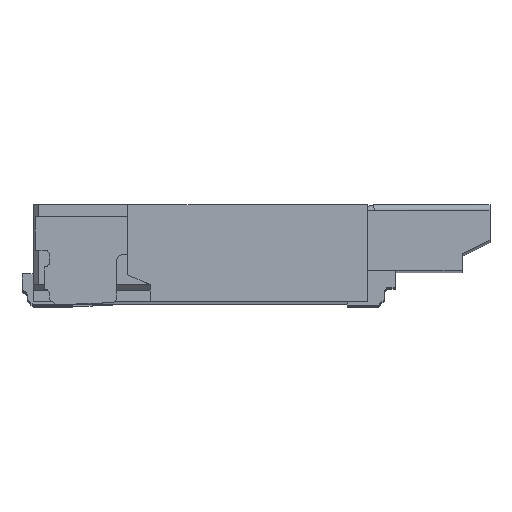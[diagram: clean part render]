
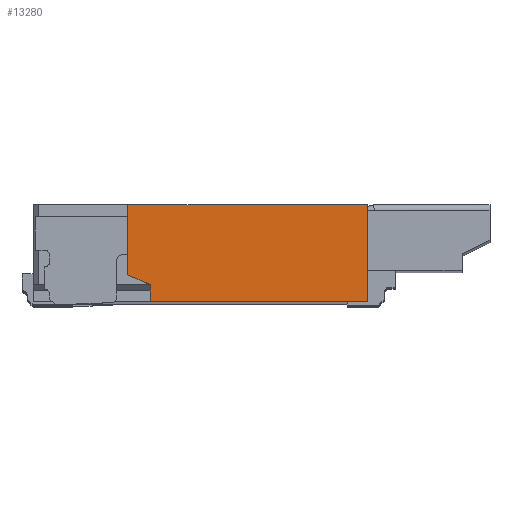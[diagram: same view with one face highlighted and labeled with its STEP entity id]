
A CAD part, top view. The second image highlights one B-rep face of the part: STEP entity #13280.
In plain terms, the highlighted planar face has unit normal (0, 0, 1).
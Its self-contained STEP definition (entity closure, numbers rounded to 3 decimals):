
#12730=CARTESIAN_POINT('',(-0.631,2.755,
4.915));
#12740=DIRECTION('',(-0.,0.,1.));
#12750=DIRECTION('',(1.,0.,0.));
#12760=AXIS2_PLACEMENT_3D('',#12730,#12740,#12750);
#12770=PLANE('',#12760);
#12780=CARTESIAN_POINT('',(0.,1.857,
4.915));
#12790=DIRECTION('',(-0.912,0.41,0.));
#12800=VECTOR('',#12790,1.);
#12810=LINE('',#12780,#12800);
#12820=CARTESIAN_POINT('',(-0.592,2.124,4.915));
#12830=VERTEX_POINT('',#12820);
#12840=CARTESIAN_POINT('',(-0.792,2.214,4.915));
#12850=VERTEX_POINT('',#12840);
#12860=EDGE_CURVE('',#12830,#12850,#12810,.T.);
#12870=ORIENTED_EDGE('',*,*,#12860,.F.);
#12880=CARTESIAN_POINT('',(-0.792,0.,4.915));
#12890=DIRECTION('',(0.,1.,0.));
#12900=VECTOR('',#12890,1.);
#12910=LINE('',#12880,#12900);
#12920=CARTESIAN_POINT('',(-0.792,2.844,4.915)
);
#12930=VERTEX_POINT('',#12920);
#12940=EDGE_CURVE('',#12850,#12930,#12910,.T.);
#12950=ORIENTED_EDGE('',*,*,#12940,.F.);
#12960=CARTESIAN_POINT('',(-0.402,2.844,4.915)
);
#12970=DIRECTION('',(-1.,0.,0.));
#12980=VECTOR('',#12970,1.);
#12990=LINE('',#12960,#12980);
#13000=CARTESIAN_POINT('',(1.358,2.844,4.915));
#13010=VERTEX_POINT('',#13000);
#13020=EDGE_CURVE('',#13010,#12930,#12990,.T.);
#13030=ORIENTED_EDGE('',*,*,#13020,.T.);
#13040=CARTESIAN_POINT('',(1.358,0.,4.915));
#13050=DIRECTION('',(0.,-1.,0.));
#13060=VECTOR('',#13050,1.);
#13070=LINE('',#13040,#13060);
#13080=CARTESIAN_POINT('',(1.358,1.974,4.915));
#13090=VERTEX_POINT('',#13080);
#13100=EDGE_CURVE('',#13010,#13090,#13070,.T.);
#13110=ORIENTED_EDGE('',*,*,#13100,.F.);
#13120=CARTESIAN_POINT('',(0.,1.974,
4.915));
#13130=DIRECTION('',(-1.,0.,0.));
#13140=VECTOR('',#13130,1.);
#13150=LINE('',#13120,#13140);
#13160=CARTESIAN_POINT('',(-0.592,1.974,4.915))
;
#13170=VERTEX_POINT('',#13160);
#13180=EDGE_CURVE('',#13090,#13170,#13150,.T.);
#13190=ORIENTED_EDGE('',*,*,#13180,.F.);
#13200=CARTESIAN_POINT('',(-0.592,0.,4.915));
#13210=DIRECTION('',(0.,1.,0.));
#13220=VECTOR('',#13210,1.);
#13230=LINE('',#13200,#13220);
#13240=EDGE_CURVE('',#13170,#12830,#13230,.T.);
#13250=ORIENTED_EDGE('',*,*,#13240,.F.);
#13260=EDGE_LOOP('',(#13250,#13190,#13110,#13030,#12950,#12870));
#13270=FACE_OUTER_BOUND('',#13260,.T.);
#13280=ADVANCED_FACE('',(#13270),#12770,.T.);
